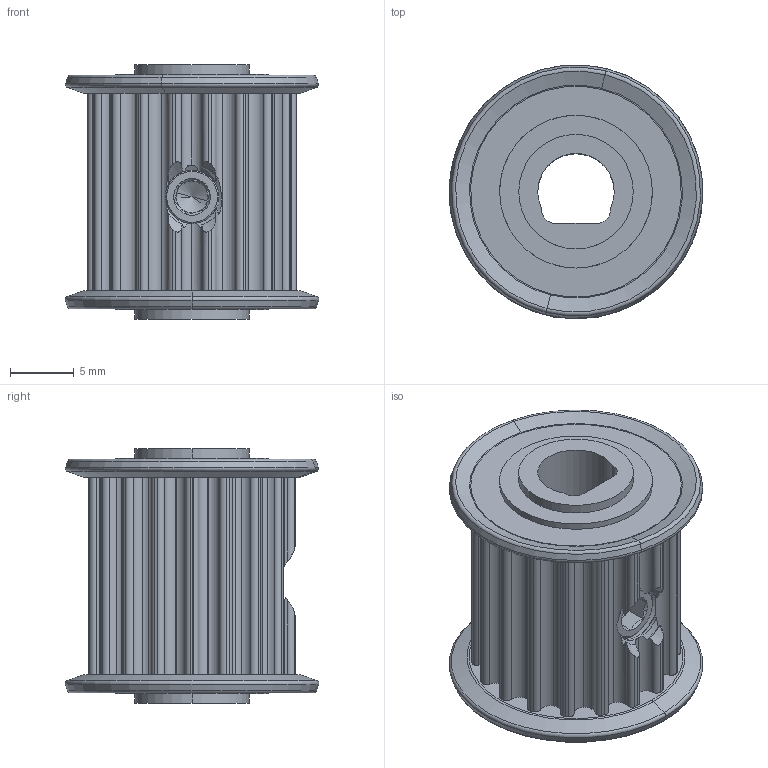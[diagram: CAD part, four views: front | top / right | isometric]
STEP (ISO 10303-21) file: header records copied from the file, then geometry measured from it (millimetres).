
FILE_DESCRIPTION (( 'STEP AP203' ), '1' );
FILE_NAME ('3419-1006-0018 assembly.STEP', '2020-11-23T18:01:43', ( '' ), ( '' ), 'SwSTEP 2.0', 'SolidWorks 2016', '' );
FILE_SCHEMA (( 'CONFIG_CONTROL_DESIGN' ));
Length unit declared in the file: millimetre
Products named in the file (4): 3419-1006-0018 assembly; 3419-1006-0018 flange; 2806-0005-0004_91390A117; 3419-1006-0018
Assembly tree (4 placements, depth 2):
  3419-1006-0018 assembly
    3419-1006-0018
    3419-1006-0018 flange  x2
    2806-0005-0004_91390A117
Bounding box: 19.94 x 19.94 x 20 mm (x, y, z)
Volume: 2980.6 mm3; surface area: 3153.9 mm2
Topology: 4 solids, 4 shells, 267 faces, 730 edges, 470 vertices
Faces by surface type: cylinder 176, cone 35, plane 27, torus 16, bspline 13
Entity records: 17926 total; most frequent: CARTESIAN_POINT 11318, ORIENTED_EDGE 1380, DIRECTION 1292, EDGE_CURVE 690, AXIS2_PLACEMENT_3D 542, VERTEX_POINT 450, CIRCLE 299, EDGE_LOOP 258
